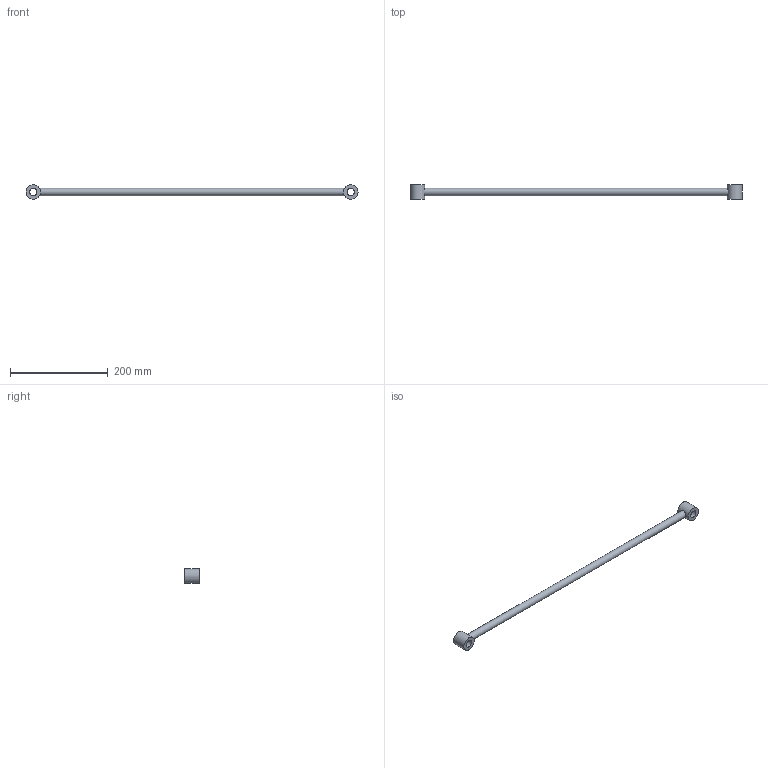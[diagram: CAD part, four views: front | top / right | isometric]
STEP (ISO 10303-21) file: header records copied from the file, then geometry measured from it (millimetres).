
FILE_DESCRIPTION(/* description */ (''),/* implementation_level */ '2;1');
FILE_NAME(/* name */ 'CarriageSideShiftRod.step',/* time_stamp */ '2025-05-27T21:09:51-04:00',/* author */ (''),/* organization */ (''),/* preprocessor_version */ 'ST-DEVELOPER v20.1',/* originating_system */ 'Autodesk Translation Framework v14.10.0.0',/* authorisation */ '');
FILE_SCHEMA (('AUTOMOTIVE_DESIGN { 1 0 10303 214 3 1 1 }'));
Length unit declared in the file: millimetre
Products named in the file (1): CarriageSideShiftRod
Bounding box: 680 x 30 x 30 mm (x, y, z)
Volume: 141533 mm3; surface area: 39547.1 mm2
Topology: 1 solids, 1 shells, 9 faces, 17 edges, 12 vertices
Faces by surface type: cylinder 5, plane 4
Full cylindrical faces by diameter (mm): 15 x3, 30 x2
Entity records: 336 total; most frequent: CARTESIAN_POINT 107, DIRECTION 41, ORIENTED_EDGE 34, AXIS2_PLACEMENT_3D 18, EDGE_CURVE 17, EDGE_LOOP 15, VERTEX_POINT 12, FACE_OUTER_BOUND 9
